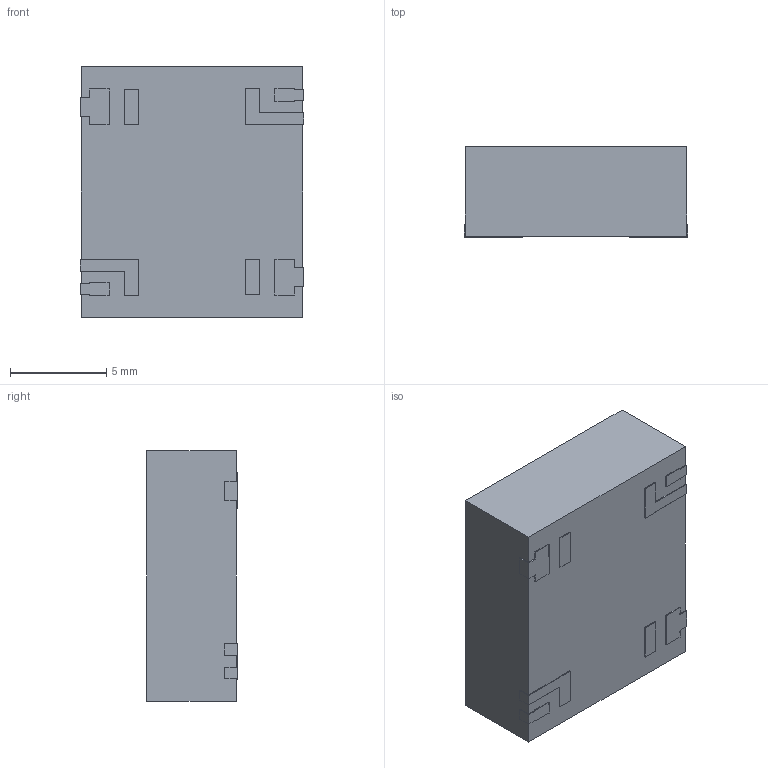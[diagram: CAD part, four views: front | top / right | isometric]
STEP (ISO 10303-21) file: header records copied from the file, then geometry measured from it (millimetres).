
FILE_DESCRIPTION (( 'STEP AP214' ), '1' );
FILE_NAME ('3DC11LP-AOIF.STEP', '2015-10-21T15:27:50', ( 'Ezequiel Navarro' ), ( 'Microsoft' ), 'SwSTEP 2.0', 'SolidWorks 2012', '' );
FILE_SCHEMA (( 'AUTOMOTIVE_DESIGN' ));
Length unit declared in the file: millimetre
Products named in the file (1): 3DC11LP-AOIF
Bounding box: 11.6 x 4.7 x 13 mm (x, y, z)
Volume: 695.9 mm3; surface area: 565.8 mm2
Topology: 9 solids, 9 shells, 93 faces, 222 edges, 148 vertices
Faces by surface type: plane 91, cylinder 2
Entity records: 2845 total; most frequent: CARTESIAN_POINT 464, ORIENTED_EDGE 444, DIRECTION 414, EDGE_CURVE 222, VECTOR 218, LINE 218, VERTEX_POINT 148, AXIS2_PLACEMENT_3D 98
